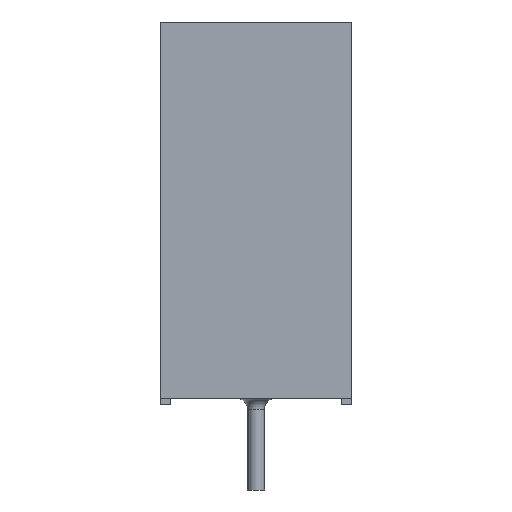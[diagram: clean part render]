
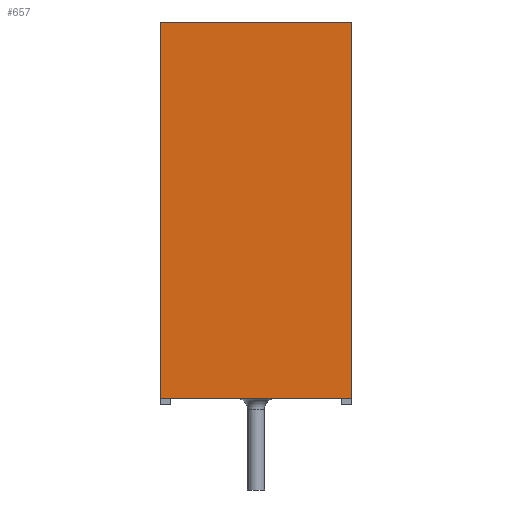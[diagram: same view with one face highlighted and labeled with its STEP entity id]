
A CAD part, left-side view. The second image highlights one B-rep face of the part: STEP entity #657.
In plain terms, the highlighted planar face has unit normal (-1, 0, 0).
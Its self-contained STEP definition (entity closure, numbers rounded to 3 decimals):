
#657 = ADVANCED_FACE( '', ( #1374 ), #1375, .F. );
#1374 = FACE_OUTER_BOUND( '', #2151, .T. );
#1375 = PLANE( '', #2152 );
#2151 = EDGE_LOOP( '', ( #4675, #4676, #4677, #4678 ) );
#2152 = AXIS2_PLACEMENT_3D( '', #4679, #4680, #4681 );
#4675 = ORIENTED_EDGE( '', *, *, #5696, .T. );
#4676 = ORIENTED_EDGE( '', *, *, #5697, .F. );
#4677 = ORIENTED_EDGE( '', *, *, #5381, .F. );
#4678 = ORIENTED_EDGE( '', *, *, #5574, .T. );
#4679 = CARTESIAN_POINT( '', ( -13., -4.5, 8.85 ) );
#4680 = DIRECTION( '', ( 1., 0., 0. ) );
#4681 = DIRECTION( '', ( 0., 0., -1. ) );
#5381 = EDGE_CURVE( '', #6449, #6450, #6451, .T. );
#5574 = EDGE_CURVE( '', #6449, #6722, #6724, .T. );
#5696 = EDGE_CURVE( '', #6722, #6861, #6862, .T. );
#5697 = EDGE_CURVE( '', #6450, #6861, #6863, .T. );
#6449 = VERTEX_POINT( '', #8939 );
#6450 = VERTEX_POINT( '', #8940 );
#6451 = LINE( '', #8941, #8942 );
#6722 = VERTEX_POINT( '', #9780 );
#6724 = LINE( '', #9783, #9784 );
#6861 = VERTEX_POINT( '', #10090 );
#6862 = LINE( '', #10091, #10092 );
#6863 = LINE( '', #10093, #10094 );
#8939 = CARTESIAN_POINT( '', ( -13., -4.5, 8.85 ) );
#8940 = CARTESIAN_POINT( '', ( -13., -4.5, -8.85 ) );
#8941 = CARTESIAN_POINT( '', ( -13., -4.5, 8.85 ) );
#8942 = VECTOR( '', #10340, 1000. );
#9780 = CARTESIAN_POINT( '', ( -13., 4.5, 8.85 ) );
#9783 = CARTESIAN_POINT( '', ( -13., -4.5, 8.85 ) );
#9784 = VECTOR( '', #10440, 1000. );
#10090 = CARTESIAN_POINT( '', ( -13., 4.5, -8.85 ) );
#10091 = CARTESIAN_POINT( '', ( -13., 4.5, 8.85 ) );
#10092 = VECTOR( '', #10486, 1000. );
#10093 = CARTESIAN_POINT( '', ( -13., -4.5, -8.85 ) );
#10094 = VECTOR( '', #10487, 1000. );
#10340 = DIRECTION( '', ( 0., 0., -1. ) );
#10440 = DIRECTION( '', ( 0., 1., 0. ) );
#10486 = DIRECTION( '', ( 0., 0., -1. ) );
#10487 = DIRECTION( '', ( 0., 1., 0. ) );
